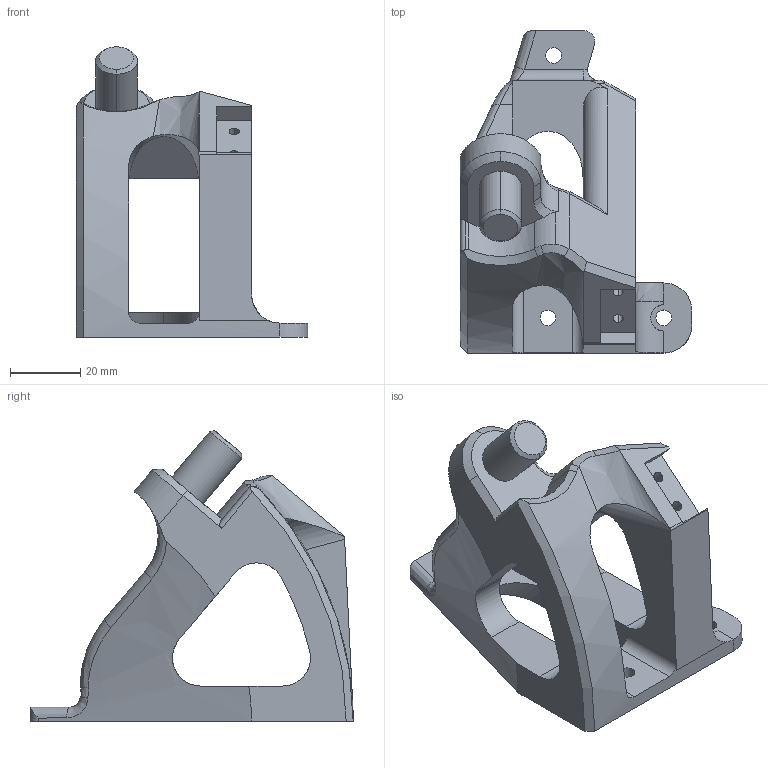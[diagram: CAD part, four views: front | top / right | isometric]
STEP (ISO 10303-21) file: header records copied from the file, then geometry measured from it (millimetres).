
FILE_DESCRIPTION (( 'STEP AP203' ), '1' );
FILE_NAME ('04_rollmount left_50°_v4.step', '2020-06-02T18:15:41', ( '' ), ( '' ), 'SwSTEP 2.0', 'SolidWorks 2020', '' );
FILE_SCHEMA (( 'CONFIG_CONTROL_DESIGN' ));
Length unit declared in the file: millimetre
Products named in the file (1): 04_rollmount left_50起v4
Bounding box: 66 x 91.79 x 82.65 mm (x, y, z)
Volume: 84121.7 mm3; surface area: 25275 mm2
Topology: 1 solids, 1 shells, 127 faces, 357 edges, 229 vertices
Faces by surface type: cylinder 58, plane 41, bspline 18, cone 7, sphere 2, torus 1
Entity records: 5430 total; most frequent: CARTESIAN_POINT 2241, ORIENTED_EDGE 712, DIRECTION 590, EDGE_CURVE 356, VERTEX_POINT 229, AXIS2_PLACEMENT_3D 220, VECTOR 150, LINE 150
